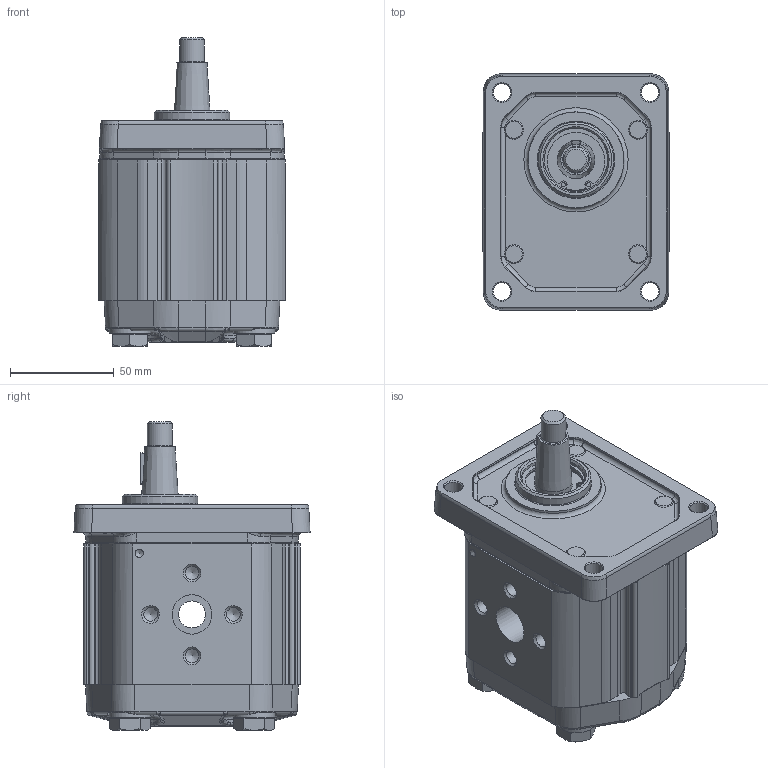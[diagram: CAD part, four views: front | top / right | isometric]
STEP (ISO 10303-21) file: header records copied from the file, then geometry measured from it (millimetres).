
FILE_DESCRIPTION((''),'2;1');
FILE_NAME('GHP2-D-20.stp','2017-04-10T14:36:38',('Atma_101'),(''),'Autodesk Inventor 2013','Autodesk Inventor 2013','');
FILE_SCHEMA(('AUTOMOTIVE_DESIGN { 1 0 10303 214 1 1 1 1 }'));
Length unit declared in the file: millimetre
Products named in the file (1): Parte63
Bounding box: 90 x 113.99 x 148.9 mm (x, y, z)
Volume: 671054.6 mm3; surface area: 118079.6 mm2
Topology: 2 solids, 12 shells, 771 faces, 1804 edges, 1082 vertices
Faces by surface type: cylinder 278, plane 234, bspline 104, cone 90, torus 57, sphere 8
Full cylindrical faces by diameter (mm): 2 x2, 4 x9, 6.647 x8, 8.5 x4, 10 x4, 10.5 x8, 12 x1, 13 x1, 14 x12, 15.6 x4, 18 x3, 18.5 x1, 19 x1, 20 x4, 22.2 x1, 23.5 x1, 26.5 x1, 30 x1, 30.6 x1, 31.4 x1, 36.5 x1
Entity records: 24028 total; most frequent: CARTESIAN_POINT 6614, DIRECTION 3596, ORIENTED_EDGE 3212, EDGE_CURVE 1606, AXIS2_PLACEMENT_3D 1510, VERTEX_POINT 1028, EDGE_LOOP 974, FACE_OUTER_BOUND 771
